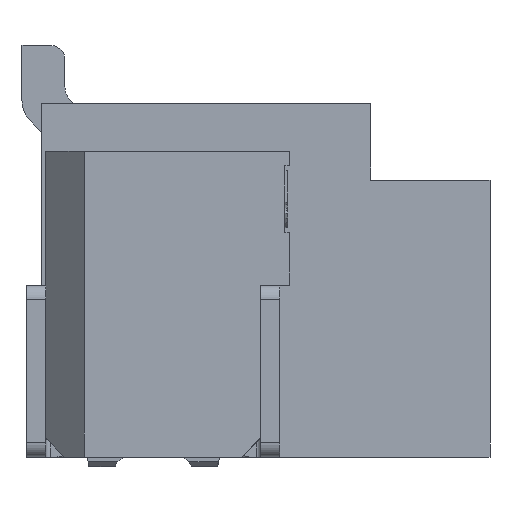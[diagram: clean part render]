
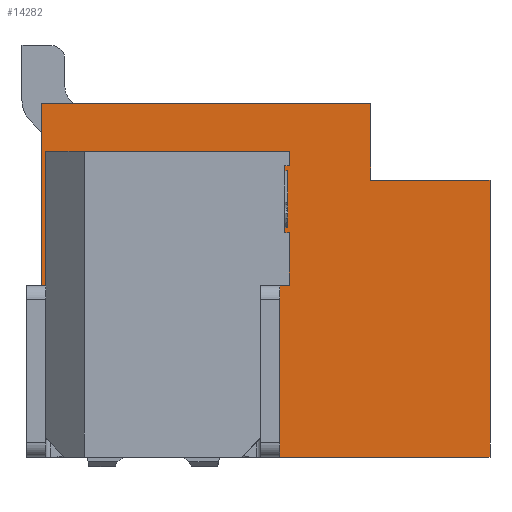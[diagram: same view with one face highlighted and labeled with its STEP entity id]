
A CAD part, left-side view. The second image highlights one B-rep face of the part: STEP entity #14282.
In plain terms, the highlighted planar face has unit normal (-1, 0, 0).
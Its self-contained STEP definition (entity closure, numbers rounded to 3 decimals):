
#5=DIRECTION('',(0.,1.,0.));
#6=VECTOR('',#5,3.45);
#7=CARTESIAN_POINT('',(-4.1,-1.45,3.7));
#8=LINE('',#7,#6);
#138=DIRECTION('',(0.,0.,1.));
#139=VECTOR('',#138,0.8);
#140=CARTESIAN_POINT('',(-4.1,-1.45,2.9));
#141=LINE('',#140,#139);
#174=DIRECTION('',(0.,0.,1.));
#175=VECTOR('',#174,2.9);
#176=CARTESIAN_POINT('',(-4.1,-2.7,0.));
#177=LINE('',#176,#175);
#234=DIRECTION('',(0.,-1.,0.));
#235=VECTOR('',#234,0.05);
#236=CARTESIAN_POINT('',(-4.1,2.,0.));
#237=LINE('',#236,#235);
#238=DIRECTION('',(0.,-1.,0.));
#239=VECTOR('',#238,2.4);
#240=CARTESIAN_POINT('',(-4.1,-0.3,0.));
#241=LINE('',#240,#239);
#4763=DIRECTION('',(0.,0.,-1.));
#4764=VECTOR('',#4763,3.7);
#4765=CARTESIAN_POINT('',(-4.1,2.,3.7));
#4766=LINE('',#4765,#4764);
#4771=DIRECTION('',(0.,-1.,0.));
#4772=VECTOR('',#4771,1.25);
#4773=CARTESIAN_POINT('',(-4.1,-1.45,2.9));
#4774=LINE('',#4773,#4772);
#4775=DIRECTION('',(0.,1.,0.));
#4776=VECTOR('',#4775,0.05);
#4777=CARTESIAN_POINT('',(-4.1,-0.6,2.35));
#4778=LINE('',#4777,#4776);
#4779=DIRECTION('',(0.,1.,0.));
#4780=VECTOR('',#4779,2.55);
#4781=CARTESIAN_POINT('',(-4.1,-0.6,3.2));
#4782=LINE('',#4781,#4780);
#4795=DIRECTION('',(0.,0.,1.));
#4796=VECTOR('',#4795,3.2);
#4797=CARTESIAN_POINT('',(-4.1,1.95,0.));
#4798=LINE('',#4797,#4796);
#5201=DIRECTION('',(0.,0.,-1.));
#5202=VECTOR('',#5201,0.15);
#5203=CARTESIAN_POINT('',(-4.1,-0.6,3.2));
#5204=LINE('',#5203,#5202);
#5205=DIRECTION('',(0.,1.,0.));
#5206=VECTOR('',#5205,0.05);
#5207=CARTESIAN_POINT('',(-4.1,-0.6,3.05));
#5208=LINE('',#5207,#5206);
#5213=DIRECTION('',(0.,0.,-1.));
#5214=VECTOR('',#5213,0.7);
#5215=CARTESIAN_POINT('',(-4.1,-0.55,3.05));
#5216=LINE('',#5215,#5214);
#5349=DIRECTION('',(0.,0.,-1.));
#5350=VECTOR('',#5349,0.55);
#5351=CARTESIAN_POINT('',(-4.1,-0.6,2.35));
#5352=LINE('',#5351,#5350);
#5374=DIRECTION('',(0.,1.,0.));
#5375=VECTOR('',#5374,0.3);
#5376=CARTESIAN_POINT('',(-4.1,-0.6,1.8));
#5377=LINE('',#5376,#5375);
#5406=DIRECTION('',(0.,0.,-1.));
#5407=VECTOR('',#5406,1.8);
#5408=CARTESIAN_POINT('',(-4.1,-0.3,1.8));
#5409=LINE('',#5408,#5407);
#6597=CARTESIAN_POINT('',(-4.1,-1.45,3.7));
#6599=VERTEX_POINT('',#6597);
#6600=CARTESIAN_POINT('',(-4.1,2.,3.7));
#6601=VERTEX_POINT('',#6600);
#6666=CARTESIAN_POINT('',(-4.1,-1.45,2.9));
#6667=VERTEX_POINT('',#6666);
#6680=CARTESIAN_POINT('',(-4.1,-2.7,2.9));
#6682=VERTEX_POINT('',#6680);
#6696=CARTESIAN_POINT('',(-4.1,-2.7,0.));
#6697=VERTEX_POINT('',#6696);
#6734=CARTESIAN_POINT('',(-4.1,2.,0.));
#6735=VERTEX_POINT('',#6734);
#6736=CARTESIAN_POINT('',(-4.1,1.95,0.));
#6737=VERTEX_POINT('',#6736);
#6738=CARTESIAN_POINT('',(-4.1,-0.3,0.));
#6739=VERTEX_POINT('',#6738);
#8052=CARTESIAN_POINT('',(-4.1,1.95,3.2));
#8053=VERTEX_POINT('',#8052);
#8054=CARTESIAN_POINT('',(-4.1,-0.3,1.8));
#8055=VERTEX_POINT('',#8054);
#8056=CARTESIAN_POINT('',(-4.1,-0.6,1.8));
#8057=VERTEX_POINT('',#8056);
#8058=CARTESIAN_POINT('',(-4.1,-0.6,2.35));
#8059=VERTEX_POINT('',#8058);
#8060=CARTESIAN_POINT('',(-4.1,-0.55,2.35));
#8061=VERTEX_POINT('',#8060);
#8062=CARTESIAN_POINT('',(-4.1,-0.55,3.05));
#8063=VERTEX_POINT('',#8062);
#8064=CARTESIAN_POINT('',(-4.1,-0.6,3.05));
#8065=VERTEX_POINT('',#8064);
#8066=CARTESIAN_POINT('',(-4.1,-0.6,3.2));
#8067=VERTEX_POINT('',#8066);
#14250=CARTESIAN_POINT('',(-4.1,-0.35,1.85));
#14251=DIRECTION('',(1.,0.,0.));
#14252=DIRECTION('',(0.,1.,0.));
#14253=AXIS2_PLACEMENT_3D('',#14250,#14251,#14252);
#14254=PLANE('',#14253);
#14256=ORIENTED_EDGE('',*,*,#14255,.F.);
#14257=ORIENTED_EDGE('',*,*,#8780,.F.);
#14258=ORIENTED_EDGE('',*,*,#14244,.F.);
#14259=ORIENTED_EDGE('',*,*,#8571,.F.);
#14260=ORIENTED_EDGE('',*,*,#8650,.F.);
#14261=ORIENTED_EDGE('',*,*,#8721,.T.);
#14262=ORIENTED_EDGE('',*,*,#8737,.F.);
#14263=ORIENTED_EDGE('',*,*,#8784,.F.);
#14265=ORIENTED_EDGE('',*,*,#14264,.F.);
#14267=ORIENTED_EDGE('',*,*,#14266,.F.);
#14269=ORIENTED_EDGE('',*,*,#14268,.F.);
#14271=ORIENTED_EDGE('',*,*,#14270,.T.);
#14273=ORIENTED_EDGE('',*,*,#14272,.F.);
#14275=ORIENTED_EDGE('',*,*,#14274,.F.);
#14277=ORIENTED_EDGE('',*,*,#14276,.F.);
#14279=ORIENTED_EDGE('',*,*,#14278,.T.);
#14280=EDGE_LOOP('',(#14256,#14257,#14258,#14259,#14260,#14261,#14262,#14263,
#14265,#14267,#14269,#14271,#14273,#14275,#14277,#14279));
#14281=FACE_OUTER_BOUND('',#14280,.F.);
#8571=EDGE_CURVE('',#6599,#6601,#8,.T.);
#8650=EDGE_CURVE('',#6667,#6599,#141,.T.);
#8721=EDGE_CURVE('',#6667,#6682,#4774,.T.);
#8737=EDGE_CURVE('',#6697,#6682,#177,.T.);
#8780=EDGE_CURVE('',#6735,#6737,#237,.T.);
#8784=EDGE_CURVE('',#6739,#6697,#241,.T.);
#14244=EDGE_CURVE('',#6601,#6735,#4766,.T.);
#14255=EDGE_CURVE('',#6737,#8053,#4798,.T.);
#14264=EDGE_CURVE('',#8055,#6739,#5409,.T.);
#14266=EDGE_CURVE('',#8057,#8055,#5377,.T.);
#14268=EDGE_CURVE('',#8059,#8057,#5352,.T.);
#14270=EDGE_CURVE('',#8059,#8061,#4778,.T.);
#14272=EDGE_CURVE('',#8063,#8061,#5216,.T.);
#14274=EDGE_CURVE('',#8065,#8063,#5208,.T.);
#14276=EDGE_CURVE('',#8067,#8065,#5204,.T.);
#14278=EDGE_CURVE('',#8067,#8053,#4782,.T.);
#14282=ADVANCED_FACE('',(#14281),#14254,.F.);
